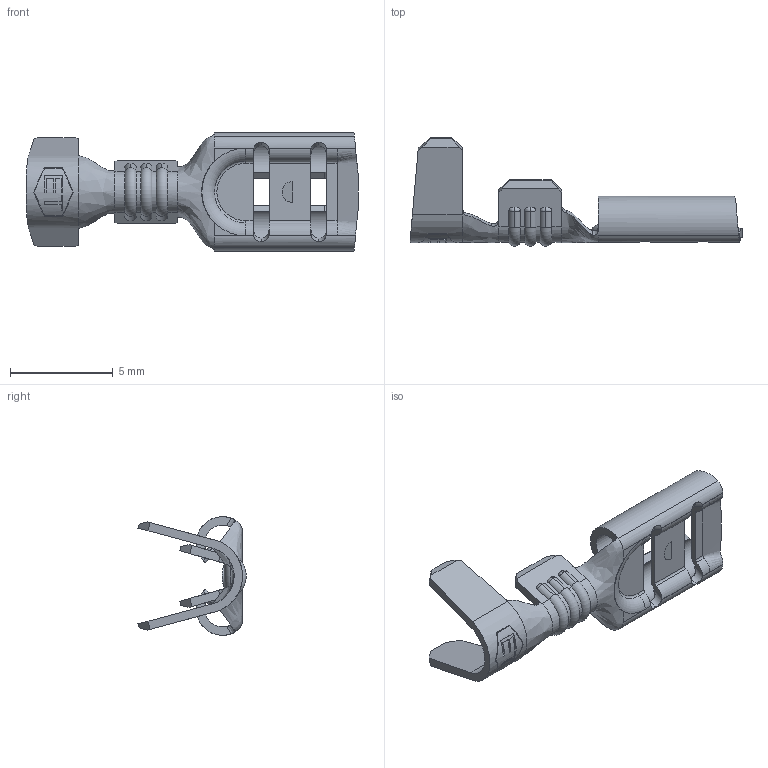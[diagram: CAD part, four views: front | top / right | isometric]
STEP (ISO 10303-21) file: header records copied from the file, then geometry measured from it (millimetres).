
FILE_DESCRIPTION (( 'STEP AP203' ), '1' );
FILE_NAME ('07448.STEP', '2015-02-17T16:22:20', ( '' ), ( '' ), 'SwSTEP 2.0', 'SolidWorks 2014', '' );
FILE_SCHEMA (( 'CONFIG_CONTROL_DESIGN' ));
Length unit declared in the file: inch
Products named in the file (1): 07448
Bounding box: 16.13 x 5.25 x 5.77 mm (x, y, z)
Volume: 54.5 mm3; surface area: 312.9 mm2
Topology: 1 solids, 1 shells, 262 faces, 699 edges, 441 vertices
Faces by surface type: plane 122, cylinder 75, bspline 32, torus 19, cone 14
Entity records: 9533 total; most frequent: CARTESIAN_POINT 3373, ORIENTED_EDGE 1398, DIRECTION 1089, EDGE_CURVE 699, VERTEX_POINT 441, VECTOR 367, LINE 367, AXIS2_PLACEMENT_3D 361
